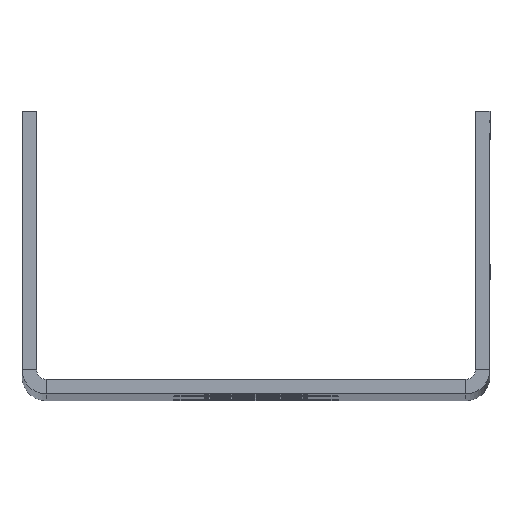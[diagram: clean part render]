
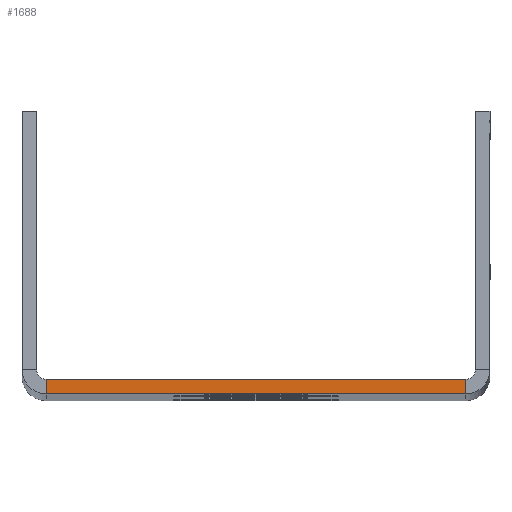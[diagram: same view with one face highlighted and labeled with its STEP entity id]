
A CAD part, top view. The second image highlights one B-rep face of the part: STEP entity #1688.
In plain terms, the highlighted planar face has unit normal (0, 0, 1).
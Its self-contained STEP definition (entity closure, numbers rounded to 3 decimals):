
#143 = EDGE_CURVE ( 'NONE', #1568, #1502, #2582, .T. ) ;
#194 = EDGE_CURVE ( 'NONE', #1643, #1502, #2481, .T. ) ;
#208 = EDGE_CURVE ( 'NONE', #1643, #1642, #2475, .T. ) ;
#256 = EDGE_CURVE ( 'NONE', #1568, #1642, #2446, .T. ) ;
#295 = AXIS2_PLACEMENT_3D ( 'NONE', #830, #821, #819 ) ;
#789 = CARTESIAN_POINT ( 'NONE',  ( 21.5, 0., 400. ) ) ;
#810 = PLANE ( 'NONE',  #295 ) ;
#819 = DIRECTION ( 'NONE',  ( 1., 0., 0. ) ) ;
#821 = DIRECTION ( 'NONE',  ( 0., 0., 1. ) ) ;
#830 = CARTESIAN_POINT ( 'NONE',  ( 24., 29., 400. ) ) ;
#902 = CARTESIAN_POINT ( 'NONE',  ( -21.5, 1.5, 400. ) ) ;
#917 = CARTESIAN_POINT ( 'NONE',  ( -21.5, 0., 400. ) ) ;
#1006 = CARTESIAN_POINT ( 'NONE',  ( 21.5, 1.5, 400. ) ) ;
#1008 = DIRECTION ( 'NONE',  ( 0., -1., 0. ) ) ;
#1105 = CARTESIAN_POINT ( 'NONE',  ( 24., 0., 400. ) ) ;
#1164 = DIRECTION ( 'NONE',  ( -1., 0., 0. ) ) ;
#1179 = DIRECTION ( 'NONE',  ( 0., 1., 0. ) ) ;
#1184 = CARTESIAN_POINT ( 'NONE',  ( 21.5, 0., 400. ) ) ;
#1282 = CARTESIAN_POINT ( 'NONE',  ( 21.5, 1.5, 400. ) ) ;
#1322 = DIRECTION ( 'NONE',  ( 1., 0., 0. ) ) ;
#1386 = CARTESIAN_POINT ( 'NONE',  ( -21.5, 1.5, 400. ) ) ;
#1502 = VERTEX_POINT ( 'NONE', #1006 ) ;
#1568 = VERTEX_POINT ( 'NONE', #789 ) ;
#1642 = VERTEX_POINT ( 'NONE', #917 ) ;
#1643 = VERTEX_POINT ( 'NONE', #902 ) ;
#1688 = ADVANCED_FACE ( 'NONE', ( #3104 ), #810, .T. ) ;
#1922 = EDGE_LOOP ( 'NONE', ( #2970, #2965, #2955, #2954 ) ) ;
#2440 = VECTOR ( 'NONE', #1164, 1000. ) ;
#2446 = LINE ( 'NONE', #1105, #2440 ) ;
#2473 = VECTOR ( 'NONE', #1008, 1000. ) ;
#2475 = LINE ( 'NONE', #1386, #2473 ) ;
#2479 = VECTOR ( 'NONE', #1322, 1000. ) ;
#2481 = LINE ( 'NONE', #1282, #2479 ) ;
#2577 = VECTOR ( 'NONE', #1179, 1000. ) ;
#2582 = LINE ( 'NONE', #1184, #2577 ) ;
#2954 = ORIENTED_EDGE ( 'NONE', *, *, #143, .T. ) ;
#2955 = ORIENTED_EDGE ( 'NONE', *, *, #256, .F. ) ;
#2965 = ORIENTED_EDGE ( 'NONE', *, *, #208, .T. ) ;
#2970 = ORIENTED_EDGE ( 'NONE', *, *, #194, .F. ) ;
#3104 = FACE_OUTER_BOUND ( 'NONE', #1922, .T. ) ;
